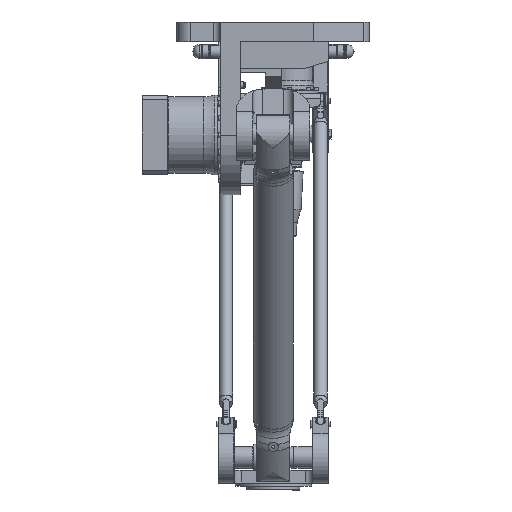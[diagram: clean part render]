
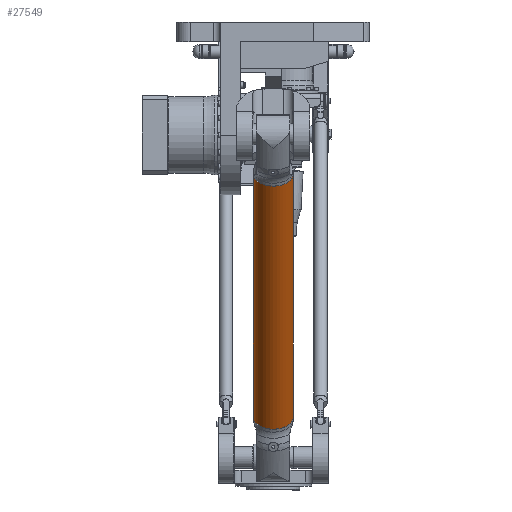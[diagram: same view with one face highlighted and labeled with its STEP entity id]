
A CAD part, front view. The second image highlights one B-rep face of the part: STEP entity #27549.
In plain terms, the highlighted cylindrical face has radius 30 mm (diameter 60 mm), a full revolution.
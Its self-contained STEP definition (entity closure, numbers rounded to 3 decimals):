
#1076=FACE_BOUND('',#7286,.T.);
#2788=CIRCLE('',#30435,30.);
#2795=CIRCLE('',#30447,30.);
#3766=CYLINDRICAL_SURFACE('',#30448,30.);
#5014=FACE_OUTER_BOUND('',#7285,.T.);
#7285=EDGE_LOOP('',(#22681));
#7286=EDGE_LOOP('',(#22682));
#13775=VERTEX_POINT('',#49807);
#13782=VERTEX_POINT('',#49826);
#16897=EDGE_CURVE('',#13775,#13775,#2788,.T.);
#16904=EDGE_CURVE('',#13782,#13782,#2795,.T.);
#22681=ORIENTED_EDGE('',*,*,#16904,.T.);
#22682=ORIENTED_EDGE('',*,*,#16897,.T.);
#27549=ADVANCED_FACE('',(#5014,#1076),#3766,.T.);
#30435=AXIS2_PLACEMENT_3D('',#49808,#36826,#36827);
#30447=AXIS2_PLACEMENT_3D('',#49827,#36850,#36851);
#30448=AXIS2_PLACEMENT_3D('',#49828,#36852,#36853);
#36826=DIRECTION('center_axis',(-1.,0.,0.));
#36827=DIRECTION('ref_axis',(0.,0.,1.));
#36850=DIRECTION('center_axis',(1.,0.,0.));
#36851=DIRECTION('ref_axis',(0.,0.,1.));
#36852=DIRECTION('center_axis',(-1.,0.,0.));
#36853=DIRECTION('ref_axis',(0.,0.,1.));
#49807=CARTESIAN_POINT('',(59.9,0.,30.));
#49808=CARTESIAN_POINT('Origin',(59.9,0.,0.));
#49826=CARTESIAN_POINT('',(-394.9,0.,30.));
#49827=CARTESIAN_POINT('Origin',(-394.9,0.,0.));
#49828=CARTESIAN_POINT('Origin',(65.,0.,0.));
